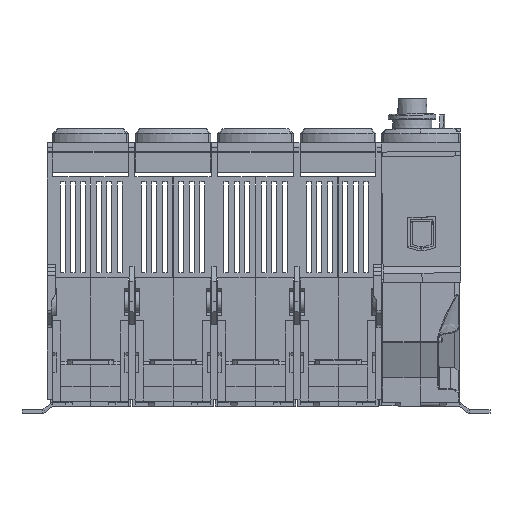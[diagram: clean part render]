
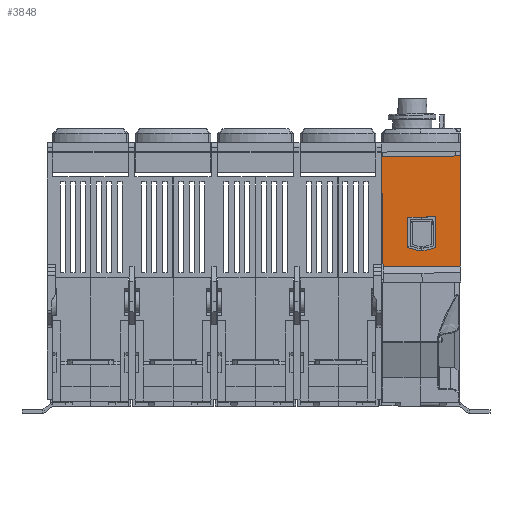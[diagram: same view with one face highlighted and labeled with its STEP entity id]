
A CAD part, left-side view. The second image highlights one B-rep face of the part: STEP entity #3848.
In plain terms, the highlighted planar face has unit normal (-1, 0, 0).
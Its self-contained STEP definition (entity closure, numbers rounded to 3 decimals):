
#3848=ADVANCED_FACE('',(#7521,#7522),#5947,.T.);
#5947=PLANE('',#53857);
#7521=FACE_BOUND('',#8573,.T.);
#7522=FACE_BOUND('',#8574,.T.);
#8573=EDGE_LOOP('',(#14605,#14606,#14607,#14608,#14609,#14610));
#8574=EDGE_LOOP('',(#14611,#14612,#14613,#14614,#14615,#14616,#14617,#14618));
#14605=ORIENTED_EDGE('',*,*,#33242,.T.);
#14606=ORIENTED_EDGE('',*,*,#32847,.T.);
#14607=ORIENTED_EDGE('',*,*,#33243,.T.);
#14608=ORIENTED_EDGE('',*,*,#33244,.F.);
#14609=ORIENTED_EDGE('',*,*,#33245,.F.);
#14610=ORIENTED_EDGE('',*,*,#33215,.T.);
#14611=ORIENTED_EDGE('',*,*,#33246,.T.);
#14612=ORIENTED_EDGE('',*,*,#33247,.T.);
#14613=ORIENTED_EDGE('',*,*,#33248,.T.);
#14614=ORIENTED_EDGE('',*,*,#33249,.T.);
#14615=ORIENTED_EDGE('',*,*,#33250,.F.);
#14616=ORIENTED_EDGE('',*,*,#33251,.F.);
#14617=ORIENTED_EDGE('',*,*,#33252,.F.);
#14618=ORIENTED_EDGE('',*,*,#33253,.F.);
#26454=VERTEX_POINT('',#75591);
#26459=VERTEX_POINT('',#75603);
#26844=VERTEX_POINT('',#78548);
#26845=VERTEX_POINT('',#78550);
#26870=VERTEX_POINT('',#78604);
#26871=VERTEX_POINT('',#78606);
#26872=VERTEX_POINT('',#78609);
#26873=VERTEX_POINT('',#78610);
#26874=VERTEX_POINT('',#78612);
#26875=VERTEX_POINT('',#78614);
#26876=VERTEX_POINT('',#78616);
#26877=VERTEX_POINT('',#78618);
#26878=VERTEX_POINT('',#78620);
#26879=VERTEX_POINT('',#78622);
#32847=EDGE_CURVE('',#26459,#26454,#40667,.T.);
#33215=EDGE_CURVE('',#26845,#26844,#40923,.T.);
#33242=EDGE_CURVE('',#26844,#26459,#40948,.T.);
#33243=EDGE_CURVE('',#26454,#26870,#40949,.T.);
#33244=EDGE_CURVE('',#26871,#26870,#40950,.T.);
#33245=EDGE_CURVE('',#26845,#26871,#40951,.T.);
#33246=EDGE_CURVE('',#26872,#26873,#40952,.T.);
#33247=EDGE_CURVE('',#26873,#26874,#40953,.T.);
#33248=EDGE_CURVE('',#26874,#26875,#40954,.T.);
#33249=EDGE_CURVE('',#26875,#26876,#40955,.T.);
#33250=EDGE_CURVE('',#26877,#26876,#40956,.T.);
#33251=EDGE_CURVE('',#26878,#26877,#40957,.T.);
#33252=EDGE_CURVE('',#26879,#26878,#40958,.T.);
#33253=EDGE_CURVE('',#26872,#26879,#40959,.T.);
#40667=LINE('',#76841,#47327);
#40923=LINE('',#78549,#47583);
#40948=LINE('',#78602,#47608);
#40949=LINE('',#78603,#47609);
#40950=LINE('',#78605,#47610);
#40951=LINE('',#78607,#47611);
#40952=LINE('',#78608,#47612);
#40953=LINE('',#78611,#47613);
#40954=LINE('',#78613,#47614);
#40955=LINE('',#78615,#47615);
#40956=LINE('',#78617,#47616);
#40957=LINE('',#78619,#47617);
#40958=LINE('',#78621,#47618);
#40959=LINE('',#78623,#47619);
#47327=VECTOR('',#58820,1.);
#47583=VECTOR('',#59366,1.);
#47608=VECTOR('',#59397,1.);
#47609=VECTOR('',#59398,1.);
#47610=VECTOR('',#59399,1.);
#47611=VECTOR('',#59400,1.);
#47612=VECTOR('',#59401,1.);
#47613=VECTOR('',#59402,1.);
#47614=VECTOR('',#59403,1.);
#47615=VECTOR('',#59404,1.);
#47616=VECTOR('',#59405,1.);
#47617=VECTOR('',#59406,1.);
#47618=VECTOR('',#59407,1.);
#47619=VECTOR('',#59408,1.);
#53857=AXIS2_PLACEMENT_3D('',#78624,#59409,#59410);
#58820=DIRECTION('',(0.,1.,-0.009));
#59366=DIRECTION('',(0.,0.003,1.));
#59397=DIRECTION('',(0.,1.,-0.009));
#59398=DIRECTION('',(0.,1.,-0.009));
#59399=DIRECTION('',(0.,0.014,1.));
#59400=DIRECTION('',(0.,1.,-0.009));
#59401=DIRECTION('',(0.,-1.,0.009));
#59402=DIRECTION('',(0.,-0.009,-1.));
#59403=DIRECTION('',(0.,0.964,-0.267));
#59404=DIRECTION('',(0.,1.,-0.009));
#59405=DIRECTION('',(0.,-1.,0.009));
#59406=DIRECTION('',(0.,-0.968,-0.25));
#59407=DIRECTION('',(0.,-0.009,-1.));
#59408=DIRECTION('',(0.,1.,-0.009));
#59409=DIRECTION('',(-1.,0.,0.));
#59410=DIRECTION('',(0.,1.,-0.009));
#75591=CARTESIAN_POINT('',(-49.,-1.9,78.358));
#75603=CARTESIAN_POINT('',(-49.,-33.919,78.637));
#76841=CARTESIAN_POINT('',(-49.,-18.649,78.504));
#78548=CARTESIAN_POINT('',(-49.,-35.859,78.654));
#78549=CARTESIAN_POINT('',(-49.,-35.982,43.438));
#78550=CARTESIAN_POINT('',(-49.,-36.027,30.654));
#78602=CARTESIAN_POINT('',(-49.,-18.649,78.504));
#78603=CARTESIAN_POINT('',(-49.,-18.649,78.504));
#78604=CARTESIAN_POINT('',(-49.,-1.439,78.354));
#78605=CARTESIAN_POINT('',(-49.,-1.931,43.141));
#78606=CARTESIAN_POINT('',(-49.,-2.109,30.358));
#78607=CARTESIAN_POINT('',(-49.,-19.068,30.506));
#78608=CARTESIAN_POINT('',(-49.,-18.881,52.005));
#78609=CARTESIAN_POINT('',(-49.,-18.881,52.005));
#78610=CARTESIAN_POINT('',(-49.,-24.88,52.058));
#78611=CARTESIAN_POINT('',(-49.,-24.974,41.308));
#78612=CARTESIAN_POINT('',(-49.,-24.997,38.662));
#78613=CARTESIAN_POINT('',(-49.,-21.194,37.607));
#78614=CARTESIAN_POINT('',(-49.,-20.889,37.522));
#78615=CARTESIAN_POINT('',(-49.,-19.948,37.514));
#78616=CARTESIAN_POINT('',(-49.,-19.007,37.506));
#78617=CARTESIAN_POINT('',(-49.,-18.066,37.498));
#78618=CARTESIAN_POINT('',(-49.,-17.126,37.489));
#78619=CARTESIAN_POINT('',(-49.,-16.818,37.569));
#78620=CARTESIAN_POINT('',(-49.,-12.998,38.557));
#78621=CARTESIAN_POINT('',(-49.,-12.975,41.203));
#78622=CARTESIAN_POINT('',(-49.,-12.881,51.953));
#78623=CARTESIAN_POINT('',(-49.,-18.881,52.005));
#78624=CARTESIAN_POINT('',(-49.,-19.068,30.506));
